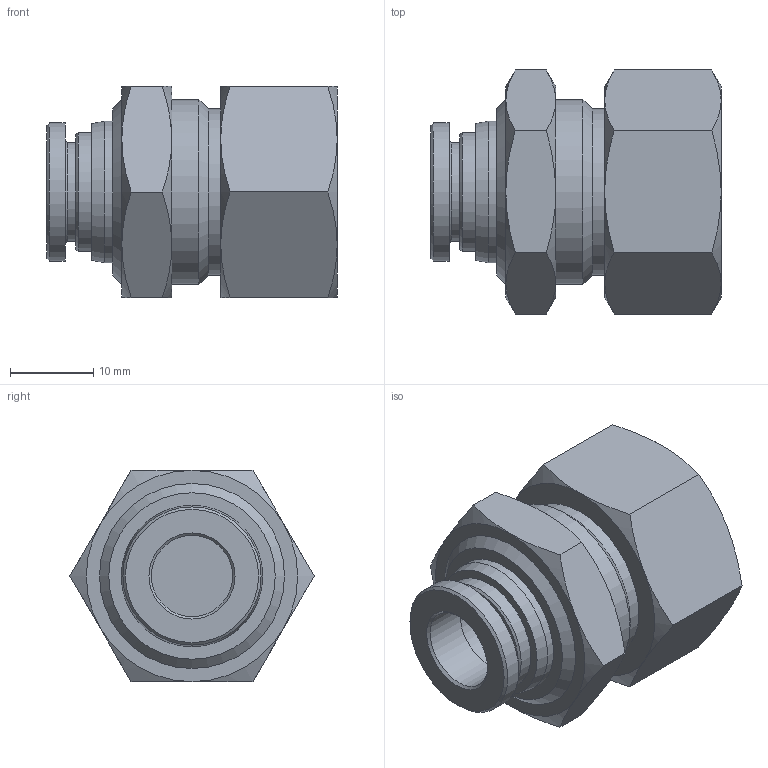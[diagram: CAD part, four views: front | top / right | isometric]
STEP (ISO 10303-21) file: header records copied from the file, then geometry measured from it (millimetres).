
FILE_DESCRIPTION((''),'2;1');
FILE_NAME('PMF 3_8-N02U.stp','2016-10-17T13:59:38',('Administrator'),(''),'Autodesk Inventor 2013','Autodesk Inventor 2013','');
FILE_SCHEMA(('CONFIG_CONTROL_DESIGN'));
Length unit declared in the file: millimetre
Products named in the file (4): PMF 3_8-N02U; NMF 3_8-NPT1_4 BODY; NMM N3_8-UNF7_8 NUT; SLEEVE N3_8R-C
Assembly tree (3 placements, depth 2):
  PMF 3_8-N02U
    NMF 3_8-NPT1_4 BODY
    NMM N3_8-UNF7_8 NUT
    SLEEVE N3_8R-C
Bounding box: 34.9 x 29.33 x 25.4 mm (x, y, z)
Volume: 12731.9 mm3; surface area: 6284.3 mm2
Topology: 3 solids, 3 shells, 68 faces, 133 edges, 77 vertices
Faces by surface type: cone 35, plane 24, cylinder 9
Full cylindrical faces by diameter (mm): 9.75 x2, 11.9 x1, 14.3 x1, 16.6 x1, 17 x1, 20 x1, 20.26 x1, 22.23 x1
Entity records: 1682 total; most frequent: CARTESIAN_POINT 361, DIRECTION 268, ORIENTED_EDGE 226, AXIS2_PLACEMENT_3D 128, EDGE_CURVE 113, EDGE_LOOP 98, VERTEX_POINT 77, FACE_OUTER_BOUND 68
